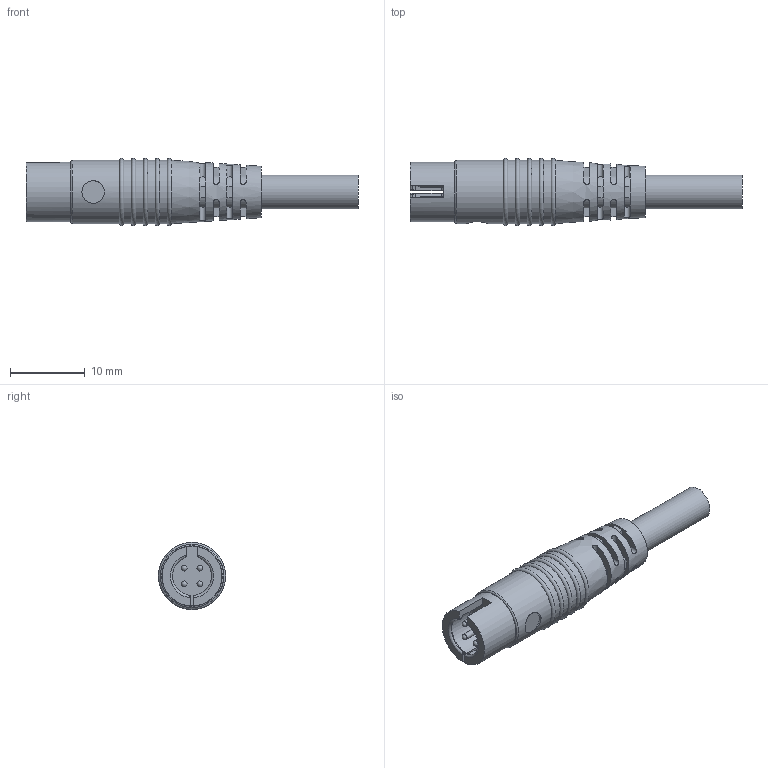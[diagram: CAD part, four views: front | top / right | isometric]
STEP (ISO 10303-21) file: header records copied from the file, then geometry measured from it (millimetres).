
FILE_DESCRIPTION(/* description */ (''),/* implementation_level */ '2;1');
FILE_NAME(/* name */ '00-7090-0009_bg.stp',/* time_stamp */ '2010-03-08T13:40:36+01:00',/* author */ (''),/* organization */ (''),/* preprocessor_version */ 'ST-DEVELOPER v11',/* originating_system */ 'UGS - NX 5.0',/* authorisation */ '');
FILE_SCHEMA (('CONFIG_CONTROL_DESIGN'));
Length unit declared in the file: millimetre
Products named in the file (1): kbor790Eyi25
Bounding box: 44.5 x 9 x 9 mm (x, y, z)
Volume: 1661.7 mm3; surface area: 1392.5 mm2
Topology: 1 solids, 1 shells, 124 faces, 327 edges, 206 vertices
Faces by surface type: cylinder 52, plane 51, torus 10, bspline 4, sphere 4, cone 3
Full cylindrical faces by diameter (mm): 0.78 x4, 3 x1, 4.5 x1, 8 x1, 8.5 x5
Entity records: 4775 total; most frequent: CARTESIAN_POINT 1901, ORIENTED_EDGE 564, DIRECTION 556, EDGE_CURVE 282, AXIS2_PLACEMENT_3D 210, VERTEX_POINT 194, EDGE_LOOP 158, LINE 136
